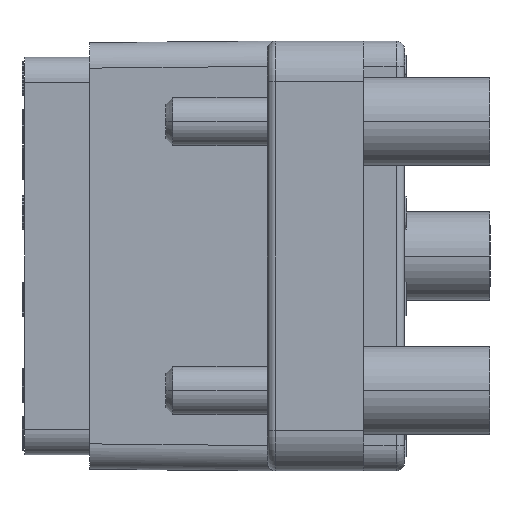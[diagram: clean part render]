
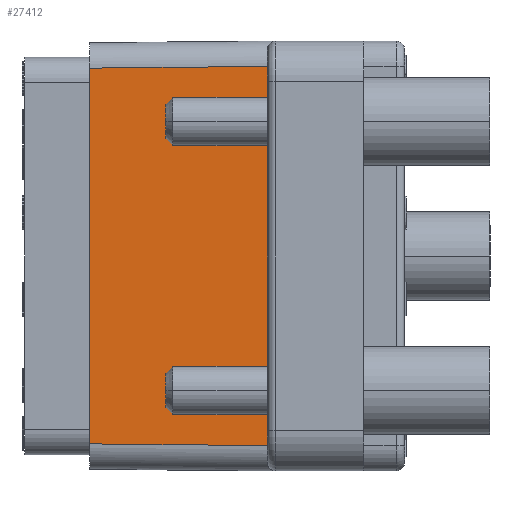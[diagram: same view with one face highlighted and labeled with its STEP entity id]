
A CAD part, left-side view. The second image highlights one B-rep face of the part: STEP entity #27412.
In plain terms, the highlighted planar face has unit normal (-1, 0, 0).
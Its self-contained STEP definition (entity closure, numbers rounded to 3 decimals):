
#317=CARTESIAN_POINT('',(-13.6,18.6,11.1));
#333=DIRECTION('',(0.,0.,1.));
#334=VECTOR('',#333,22.2);
#335=CARTESIAN_POINT('',(-13.6,18.6,-11.1));
#336=LINE('',#335,#334);
#351=CARTESIAN_POINT('',(-13.6,18.6,-11.1));
#702=DIRECTION('',(0.,1.,-0.01));
#703=VECTOR('',#702,10.5);
#704=CARTESIAN_POINT('',(-13.6,8.1,11.2));
#705=LINE('',#704,#703);
#706=DIRECTION('',(0.,0.,1.));
#707=VECTOR('',#706,22.4);
#708=CARTESIAN_POINT('',(-13.6,8.1,-11.2));
#709=LINE('',#708,#707);
#710=DIRECTION('',(0.,-1.,-0.01));
#711=VECTOR('',#710,10.5);
#712=CARTESIAN_POINT('',(-13.6,18.6,-11.1));
#713=LINE('',#712,#711);
#23699=VERTEX_POINT('',#317);
#23700=CARTESIAN_POINT('',(-13.6,8.1,11.2));
#23701=VERTEX_POINT('',#23700);
#23702=VERTEX_POINT('',#351);
#23703=CARTESIAN_POINT('',(-13.6,8.1,-11.2));
#23704=VERTEX_POINT('',#23703);
#27400=CARTESIAN_POINT('',(-13.6,8.1,-12.7));
#27401=DIRECTION('',(1.,0.,0.));
#27402=DIRECTION('',(0.,1.,0.));
#27403=AXIS2_PLACEMENT_3D('',#27400,#27401,#27402);
#27404=PLANE('',#27403);
#27405=ORIENTED_EDGE('',*,*,#27382,.F.);
#27406=ORIENTED_EDGE('',*,*,#27308,.F.);
#27408=ORIENTED_EDGE('',*,*,#27407,.F.);
#27409=ORIENTED_EDGE('',*,*,#27153,.T.);
#27410=EDGE_LOOP('',(#27405,#27406,#27408,#27409));
#27411=FACE_OUTER_BOUND('',#27410,.F.);
#27412=ADVANCED_FACE('',(#27411),#27404,.F.);
#27153=EDGE_CURVE('',#23702,#23699,#336,.T.);
#27308=EDGE_CURVE('',#23704,#23701,#709,.T.);
#27382=EDGE_CURVE('',#23701,#23699,#705,.T.);
#27407=EDGE_CURVE('',#23702,#23704,#713,.T.);
